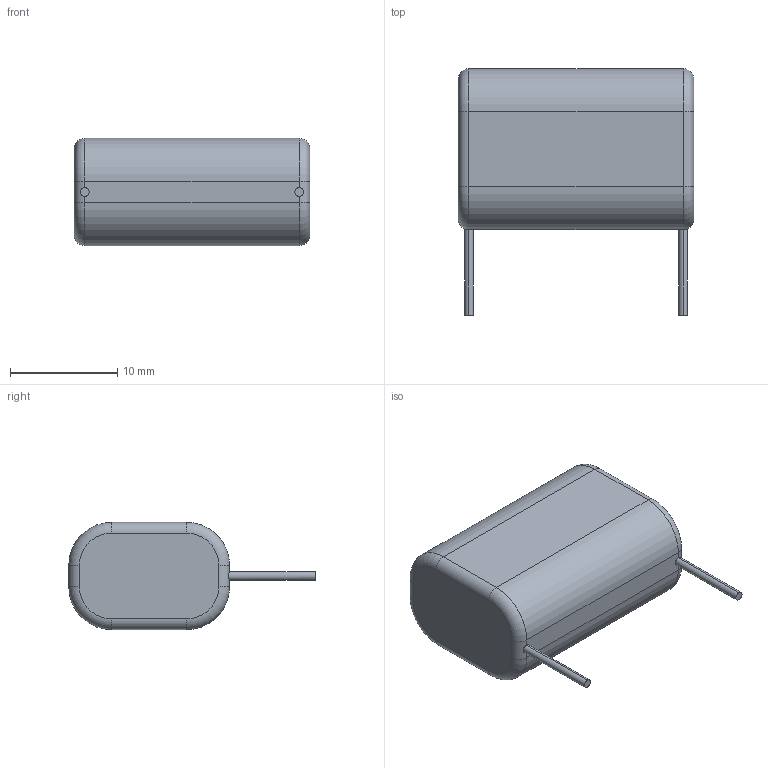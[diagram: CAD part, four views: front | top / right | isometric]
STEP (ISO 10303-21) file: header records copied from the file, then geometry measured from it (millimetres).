
FILE_DESCRIPTION (( 'STEP AP214' ), '1' );
FILE_NAME ('TS02002J474KSB0F0R.STEP', '2023-10-29T08:39:04', ( '' ), ( '' ), 'SwSTEP 2.0', 'SolidWorks 2018', '' );
FILE_SCHEMA (( 'AUTOMOTIVE_DESIGN' ));
Length unit declared in the file: millimetre
Products named in the file (1): TS02002J474KSB0F0R
Bounding box: 22 x 23 x 10 mm (x, y, z)
Volume: 2988 mm3; surface area: 1223.8 mm2
Topology: 1 solids, 1 shells, 32 faces, 70 edges, 40 vertices
Faces by surface type: cylinder 16, plane 8, torus 8
Entity records: 1272 total; most frequent: DIRECTION 172, CARTESIAN_POINT 161, ORIENTED_EDGE 140, AXIS2_PLACEMENT_3D 71, EDGE_CURVE 70, VERTEX_POINT 40, CIRCLE 38, UNCERTAINTY_MEASURE_WITH_UNIT 35
